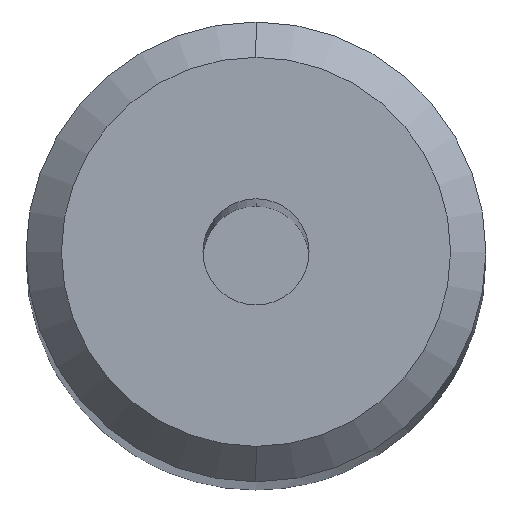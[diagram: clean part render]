
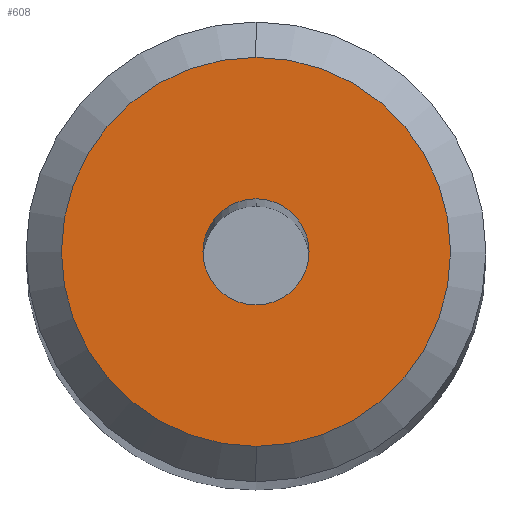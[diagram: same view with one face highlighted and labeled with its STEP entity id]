
A CAD part, top view. The second image highlights one B-rep face of the part: STEP entity #608.
In plain terms, the highlighted planar face has unit normal (0, 0, 1).
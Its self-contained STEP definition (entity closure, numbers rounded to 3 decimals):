
#362=VERTEX_POINT('NONE',#805);
#370=VERTEX_POINT('NONE',#813);
#382=VERTEX_POINT('NONE',#828);
#392=EDGE_CURVE('NONE',#382,#362,#839,.T.);
#536=EDGE_CURVE('NONE',#582,#370,#997,.T.);
#560=EDGE_CURVE('NONE',#370,#582,#1023,.T.);
#582=VERTEX_POINT('NONE',#1045);
#608=ADVANCED_FACE('NONE',(#1075,#1076),#1077,.F.);
#614=EDGE_CURVE('NONE',#362,#382,#1083,.T.);
#805=CARTESIAN_POINT('',(0.0,-5.5,119.5));
#813=CARTESIAN_POINT('',(0.0,1.5,119.5));
#828=CARTESIAN_POINT('',(0.,5.5,119.5));
#839=CIRCLE('',#1455,5.5);
#997=CIRCLE('',#1758,1.5);
#1023=CIRCLE('',#1818,1.5);
#1045=CARTESIAN_POINT('',(0.,-1.5,119.5));
#1075=FACE_OUTER_BOUND('',#1920,.T.);
#1076=FACE_BOUND('',#1921,.T.);
#1077=PLANE('',#1922);
#1083=CIRCLE('',#1932,5.5);
#1455=AXIS2_PLACEMENT_3D('',#2200,#2201,#2202);
#1758=AXIS2_PLACEMENT_3D('',#2375,#2376,#2377);
#1818=AXIS2_PLACEMENT_3D('',#2402,#2403,#2404);
#1920=EDGE_LOOP('',(#2445,#2446));
#1921=EDGE_LOOP('',(#2447,#2448));
#1922=AXIS2_PLACEMENT_3D('',#2449,#2450,#2451);
#1932=AXIS2_PLACEMENT_3D('',#2456,#2457,#2458);
#2200=CARTESIAN_POINT('',(0.0,0.0,119.5));
#2201=DIRECTION('',(-0.0,0.0,1.0));
#2202=DIRECTION('',(0.0,-1.0,0.0));
#2375=CARTESIAN_POINT('',(0.0,0.0,119.5));
#2376=DIRECTION('',(0.0,-0.0,1.0));
#2377=DIRECTION('',(0.0,1.0,0.0));
#2402=CARTESIAN_POINT('',(0.0,0.0,119.5));
#2403=DIRECTION('',(0.0,-0.0,1.0));
#2404=DIRECTION('',(0.0,1.0,0.0));
#2445=ORIENTED_EDGE('',*,*,#614,.T.);
#2446=ORIENTED_EDGE('',*,*,#392,.T.);
#2447=ORIENTED_EDGE('',*,*,#560,.F.);
#2448=ORIENTED_EDGE('',*,*,#536,.F.);
#2449=CARTESIAN_POINT('',(-6.5,0.0,119.5));
#2450=DIRECTION('',(0.0,0.0,-1.0));
#2451=DIRECTION('',(-1.0,0.0,0.0));
#2456=CARTESIAN_POINT('',(0.0,0.0,119.5));
#2457=DIRECTION('',(-0.0,0.0,1.0));
#2458=DIRECTION('',(0.0,-1.0,0.0));
